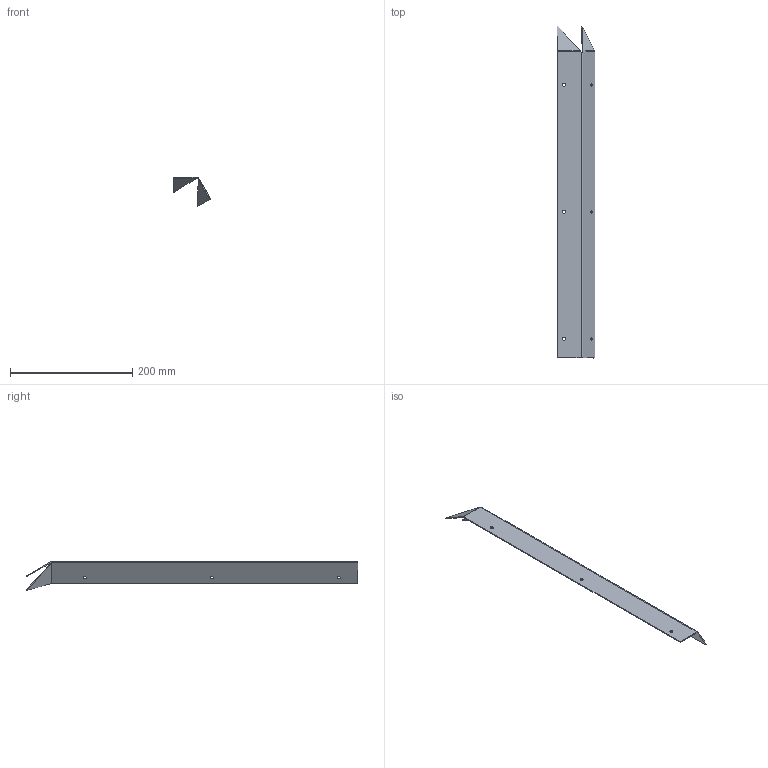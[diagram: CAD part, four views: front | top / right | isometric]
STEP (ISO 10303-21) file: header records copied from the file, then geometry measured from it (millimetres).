
FILE_DESCRIPTION(/* description */ ('','CAx-IF Rec.Pracs.---Representation and Presentation of Product Manufacturing Information (PMI)---4.0---2014-10-13'),/* implementation_level */ '2;1');
FILE_NAME(/* name */ 'Bracket v2.step',/* time_stamp */ '2025-04-25T18:07:39+02:00',/* author */ (''),/* organization */ (''),/* preprocessor_version */ 'ST-DEVELOPER v20',/* originating_system */ 'Autodesk Translation Framework v13.20.0.188',/* authorisation */ '');
FILE_SCHEMA (('AP242_MANAGED_MODEL_BASED_3D_ENGINEERING_MIM_LF { 1 0 10303 442 1 1 4 }'));
Length unit declared in the file: millimetre
Products named in the file (2): Bracket; Component1
Assembly tree (1 placements, depth 2):
  Bracket
    Component1
Bounding box: 60.9 x 544.09 x 47.73 mm (x, y, z)
Volume: 62899.4 mm3; surface area: 85969.9 mm2
Topology: 1 solids, 1 shells, 37 faces, 87 edges, 52 vertices
Faces by surface type: plane 21, cylinder 12, bspline 4
Full cylindrical faces by diameter (mm): 5 x6
Entity records: 1168 total; most frequent: CARTESIAN_POINT 263, ORIENTED_EDGE 174, DIRECTION 169, EDGE_CURVE 87, LINE 61, VECTOR 61, AXIS2_PLACEMENT_3D 54, VERTEX_POINT 52
